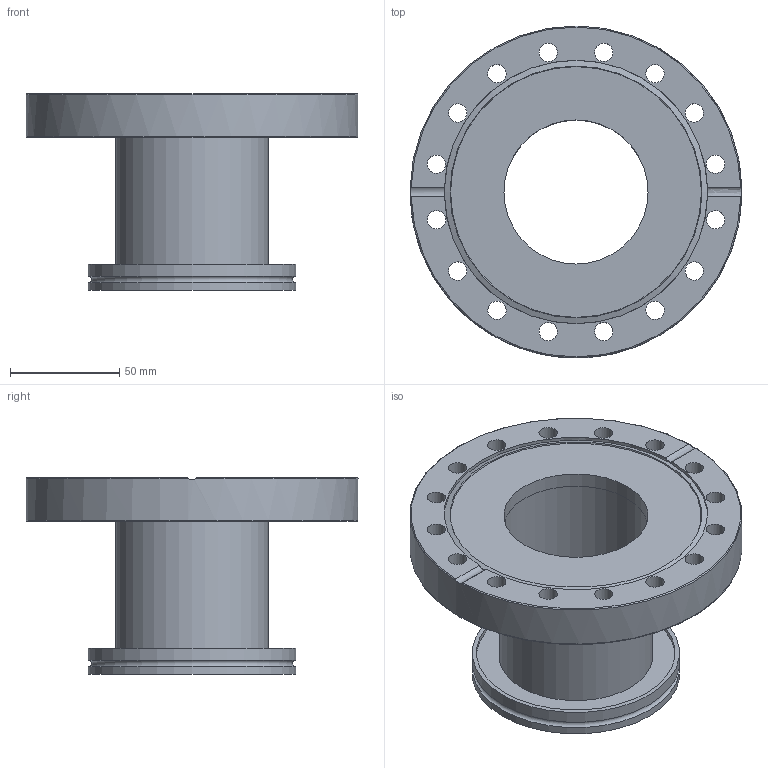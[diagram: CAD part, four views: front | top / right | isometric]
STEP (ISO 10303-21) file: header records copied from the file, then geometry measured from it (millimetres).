
FILE_DESCRIPTION((''),'2;1');
FILE_NAME('SA1063.stp','2009-03-06T13:01:15',('hasers'),(''),'Autodesk Inventor 2008','Autodesk Inventor 2008','');
FILE_SCHEMA(('AUTOMOTIVE_DESIGN { 1 0 10303 214 1 1 1 1 }'));
Length unit declared in the file: millimetre
Products named in the file (4): SA1063; ISO [Category [Summary]=1.4301][Title [Summary]=ISO63B70]; Rohre [Subject [Summary]=normal][Keywords [Summary]=1.4301][Title [Summary]=70x2,0 (0,5m)]_1; CF-07 [Keywords [Summary]=1.4301][Company [Summary]=Vacom][Title [Summary]=F100]_1
Assembly tree (3 placements, depth 2):
  SA1063
    ISO [Category [Summary]=1.4301][Title [Summary]=ISO63B70]
    Rohre [Subject [Summary]=normal][Keywords [Summary]=1.4301][Title [Summary]=70x2,0 (0,5m)]_1
    CF-07 [Keywords [Summary]=1.4301][Company [Summary]=Vacom][Title [Summary]=F100]_1
Bounding box: 152 x 152 x 90 mm (x, y, z)
Volume: 327483.2 mm3; surface area: 97066.6 mm2
Topology: 3 solids, 3 shells, 49 faces, 128 edges, 89 vertices
Faces by surface type: bspline 20, cylinder 11, plane 11, torus 4, cone 3
Full cylindrical faces by diameter (mm): 66 x2, 70 x3, 91 x1, 95 x2, 120.6 x1, 152 x1
Entity records: 1770 total; most frequent: CARTESIAN_POINT 644, DIRECTION 204, ORIENTED_EDGE 152, EDGE_LOOP 124, AXIS2_PLACEMENT_3D 100, EDGE_CURVE 76, FACE_BOUND 75, VERTEX_POINT 70
